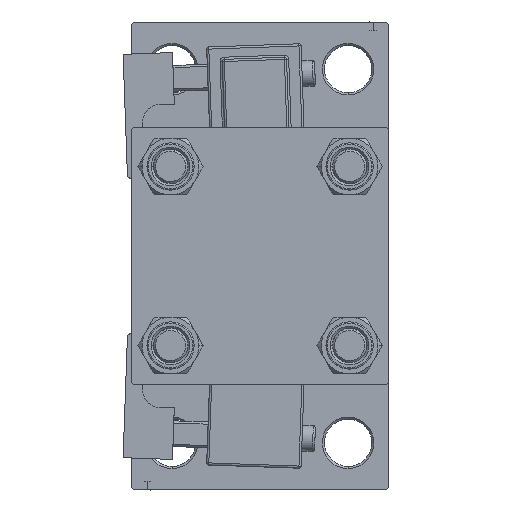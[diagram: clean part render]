
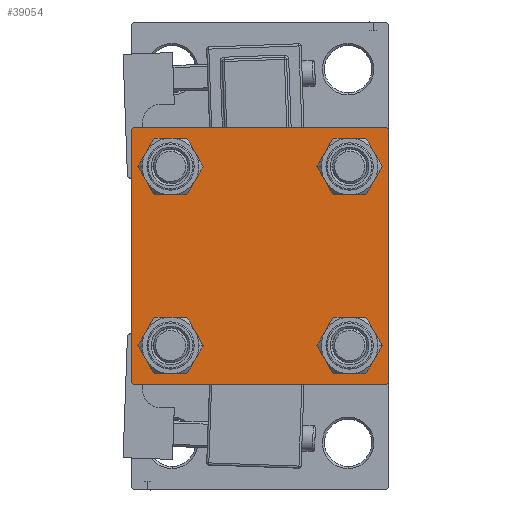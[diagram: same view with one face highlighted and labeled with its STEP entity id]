
A CAD part, left-side view. The second image highlights one B-rep face of the part: STEP entity #39054.
In plain terms, the highlighted planar face has unit normal (-1, 0, 0).
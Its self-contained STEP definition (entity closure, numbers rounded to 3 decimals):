
#68 = DIRECTION ( 'NONE',  ( 0., 0., 1. ) ) ;
#136 = LINE ( 'NONE', #15486, #34841 ) ;
#139 = CARTESIAN_POINT ( 'NONE',  ( 0., -29.5, -30. ) ) ;
#286 = VERTEX_POINT ( 'NONE', #41925 ) ;
#376 = EDGE_CURVE ( 'NONE', #31199, #46250, #8457, .T. ) ;
#519 = CIRCLE ( 'NONE', #26222, 4.5 ) ;
#911 = CARTESIAN_POINT ( 'NONE',  ( 0., 30., -30. ) ) ;
#1083 = ORIENTED_EDGE ( 'NONE', *, *, #10379, .T. ) ;
#1587 = ORIENTED_EDGE ( 'NONE', *, *, #36357, .T. ) ;
#1857 = CIRCLE ( 'NONE', #18741, 4.5 ) ;
#1993 = CARTESIAN_POINT ( 'NONE',  ( 0., 30., 30. ) ) ;
#2953 = EDGE_LOOP ( 'NONE', ( #30129, #46870 ) ) ;
#3373 = CARTESIAN_POINT ( 'NONE',  ( 0., 20.85, -25.35 ) ) ;
#3402 = EDGE_CURVE ( 'NONE', #47152, #21174, #15691, .T. ) ;
#3436 = EDGE_LOOP ( 'NONE', ( #35542, #24022 ) ) ;
#3529 = EDGE_LOOP ( 'NONE', ( #18967, #1083, #4071, #10994, #39862, #31452, #35702, #21608 ) ) ;
#3604 = VECTOR ( 'NONE', #45816, 1000. ) ;
#3671 = FACE_BOUND ( 'NONE', #38452, .T. ) ;
#3672 = VECTOR ( 'NONE', #47174, 1000. ) ;
#3841 = CARTESIAN_POINT ( 'NONE',  ( 0., 20.85, 20.85 ) ) ;
#4071 = ORIENTED_EDGE ( 'NONE', *, *, #376, .T. ) ;
#4307 = DIRECTION ( 'NONE',  ( 1., 0., 0. ) ) ;
#5029 = DIRECTION ( 'NONE',  ( 0., 0., -1. ) ) ;
#5217 = EDGE_CURVE ( 'NONE', #21174, #47152, #22183, .T. ) ;
#5491 = DIRECTION ( 'NONE',  ( 0., 0., 1. ) ) ;
#5789 = DIRECTION ( 'NONE',  ( 0., -1., 0. ) ) ;
#6442 = EDGE_CURVE ( 'NONE', #16693, #286, #519, .T. ) ;
#6471 = CARTESIAN_POINT ( 'NONE',  ( 0., 29.75, -29.75 ) ) ;
#6627 = CIRCLE ( 'NONE', #36331, 4.5 ) ;
#6838 = VERTEX_POINT ( 'NONE', #28678 ) ;
#6852 = VECTOR ( 'NONE', #14502, 1000. ) ;
#7305 = EDGE_CURVE ( 'NONE', #31484, #8267, #8555, .T. ) ;
#7788 = CARTESIAN_POINT ( 'NONE',  ( 0., 30., 29.5 ) ) ;
#8175 = DIRECTION ( 'NONE',  ( 0., 0.707, 0.707 ) ) ;
#8267 = VERTEX_POINT ( 'NONE', #47686 ) ;
#8457 = LINE ( 'NONE', #911, #3672 ) ;
#8555 = CIRCLE ( 'NONE', #14169, 4.5 ) ;
#8597 = DIRECTION ( 'NONE',  ( 1., 0., 0. ) ) ;
#8768 = CARTESIAN_POINT ( 'NONE',  ( 0., -20.85, 20.85 ) ) ;
#9543 = CARTESIAN_POINT ( 'NONE',  ( 0., 29.5, -30. ) ) ;
#9671 = ORIENTED_EDGE ( 'NONE', *, *, #28859, .T. ) ;
#10379 = EDGE_CURVE ( 'NONE', #34605, #31199, #29348, .T. ) ;
#10458 = CARTESIAN_POINT ( 'NONE',  ( 0., 20.85, 20.85 ) ) ;
#10994 = ORIENTED_EDGE ( 'NONE', *, *, #45986, .T. ) ;
#11196 = DIRECTION ( 'NONE',  ( -1., 0., 0. ) ) ;
#11982 = DIRECTION ( 'NONE',  ( 0., 0., 1. ) ) ;
#11984 = AXIS2_PLACEMENT_3D ( 'NONE', #16811, #24590, #35154 ) ;
#12479 = LINE ( 'NONE', #47182, #24804 ) ;
#12629 = EDGE_CURVE ( 'NONE', #22234, #36827, #12479, .T. ) ;
#12845 = LINE ( 'NONE', #24413, #23540 ) ;
#13769 = CARTESIAN_POINT ( 'NONE',  ( 0., -20.85, -16.35 ) ) ;
#14169 = AXIS2_PLACEMENT_3D ( 'NONE', #27570, #35603, #11982 ) ;
#14502 = DIRECTION ( 'NONE',  ( 0., -0.707, 0.707 ) ) ;
#15142 = LINE ( 'NONE', #30469, #3604 ) ;
#15486 = CARTESIAN_POINT ( 'NONE',  ( 0., -29.75, 29.75 ) ) ;
#15513 = DIRECTION ( 'NONE',  ( 0., -0.707, -0.707 ) ) ;
#15593 = EDGE_CURVE ( 'NONE', #36827, #34605, #43007, .T. ) ;
#15691 = CIRCLE ( 'NONE', #48627, 4.5 ) ;
#15865 = CARTESIAN_POINT ( 'NONE',  ( 0., 20.85, -20.85 ) ) ;
#16402 = CARTESIAN_POINT ( 'NONE',  ( 0., -30., -29.5 ) ) ;
#16573 = EDGE_CURVE ( 'NONE', #34916, #33859, #36062, .T. ) ;
#16693 = VERTEX_POINT ( 'NONE', #34113 ) ;
#16811 = CARTESIAN_POINT ( 'NONE',  ( 0., -20.85, -20.85 ) ) ;
#17265 = DIRECTION ( 'NONE',  ( 1., 0., 0. ) ) ;
#17419 = ORIENTED_EDGE ( 'NONE', *, *, #6442, .T. ) ;
#18192 = AXIS2_PLACEMENT_3D ( 'NONE', #10458, #17265, #25293 ) ;
#18263 = LINE ( 'NONE', #30570, #6852 ) ;
#18741 = AXIS2_PLACEMENT_3D ( 'NONE', #8768, #32383, #5491 ) ;
#18967 = ORIENTED_EDGE ( 'NONE', *, *, #15593, .T. ) ;
#19002 = PLANE ( 'NONE',  #28380 ) ;
#19626 = CIRCLE ( 'NONE', #32469, 4.5 ) ;
#20774 = DIRECTION ( 'NONE',  ( 0., 0.707, -0.707 ) ) ;
#21174 = VERTEX_POINT ( 'NONE', #27496 ) ;
#21245 = CARTESIAN_POINT ( 'NONE',  ( 0., -29.5, 30. ) ) ;
#21608 = ORIENTED_EDGE ( 'NONE', *, *, #12629, .T. ) ;
#22183 = CIRCLE ( 'NONE', #18192, 4.5 ) ;
#22234 = VERTEX_POINT ( 'NONE', #25213 ) ;
#22517 = CARTESIAN_POINT ( 'NONE',  ( 0., 0., 0. ) ) ;
#23540 = VECTOR ( 'NONE', #5789, 1000. ) ;
#24022 = ORIENTED_EDGE ( 'NONE', *, *, #7305, .T. ) ;
#24413 = CARTESIAN_POINT ( 'NONE',  ( 0., 30., 30. ) ) ;
#24590 = DIRECTION ( 'NONE',  ( 1., 0., 0. ) ) ;
#24804 = VECTOR ( 'NONE', #20774, 1000. ) ;
#25195 = EDGE_LOOP ( 'NONE', ( #1587, #47250 ) ) ;
#25213 = CARTESIAN_POINT ( 'NONE',  ( 0., 29.5, 30. ) ) ;
#25293 = DIRECTION ( 'NONE',  ( 0., 0., 1. ) ) ;
#26222 = AXIS2_PLACEMENT_3D ( 'NONE', #45843, #34993, #68 ) ;
#27496 = CARTESIAN_POINT ( 'NONE',  ( 0., 20.85, 16.35 ) ) ;
#27570 = CARTESIAN_POINT ( 'NONE',  ( 0., 20.85, -20.85 ) ) ;
#27875 = VERTEX_POINT ( 'NONE', #21245 ) ;
#27915 = DIRECTION ( 'NONE',  ( 0., 0., 1. ) ) ;
#28380 = AXIS2_PLACEMENT_3D ( 'NONE', #22517, #11196, #30562 ) ;
#28549 = EDGE_CURVE ( 'NONE', #22234, #27875, #12845, .T. ) ;
#28678 = CARTESIAN_POINT ( 'NONE',  ( 0., -30., 29.5 ) ) ;
#28859 = EDGE_CURVE ( 'NONE', #286, #16693, #1857, .T. ) ;
#29348 = LINE ( 'NONE', #6471, #35179 ) ;
#29491 = EDGE_CURVE ( 'NONE', #6838, #27875, #136, .T. ) ;
#30129 = ORIENTED_EDGE ( 'NONE', *, *, #3402, .T. ) ;
#30469 = CARTESIAN_POINT ( 'NONE',  ( 0., -30., 30. ) ) ;
#30562 = DIRECTION ( 'NONE',  ( 0., 0., 1. ) ) ;
#30570 = CARTESIAN_POINT ( 'NONE',  ( 0., -29.75, -29.75 ) ) ;
#31092 = EDGE_CURVE ( 'NONE', #8267, #31484, #19626, .T. ) ;
#31199 = VERTEX_POINT ( 'NONE', #9543 ) ;
#31452 = ORIENTED_EDGE ( 'NONE', *, *, #29491, .T. ) ;
#31484 = VERTEX_POINT ( 'NONE', #3373 ) ;
#31726 = EDGE_CURVE ( 'NONE', #6838, #39250, #15142, .T. ) ;
#32383 = DIRECTION ( 'NONE',  ( 1., 0., 0. ) ) ;
#32469 = AXIS2_PLACEMENT_3D ( 'NONE', #15865, #4307, #27915 ) ;
#33859 = VERTEX_POINT ( 'NONE', #13769 ) ;
#34113 = CARTESIAN_POINT ( 'NONE',  ( 0., -20.85, 16.35 ) ) ;
#34605 = VERTEX_POINT ( 'NONE', #36206 ) ;
#34841 = VECTOR ( 'NONE', #8175, 1000. ) ;
#34916 = VERTEX_POINT ( 'NONE', #40396 ) ;
#34974 = DIRECTION ( 'NONE',  ( 1., 0., 0. ) ) ;
#34993 = DIRECTION ( 'NONE',  ( 1., 0., 0. ) ) ;
#35154 = DIRECTION ( 'NONE',  ( 0., 0., 1. ) ) ;
#35179 = VECTOR ( 'NONE', #15513, 1000. ) ;
#35542 = ORIENTED_EDGE ( 'NONE', *, *, #31092, .T. ) ;
#35603 = DIRECTION ( 'NONE',  ( 1., 0., 0. ) ) ;
#35702 = ORIENTED_EDGE ( 'NONE', *, *, #28549, .F. ) ;
#36062 = CIRCLE ( 'NONE', #11984, 4.5 ) ;
#36206 = CARTESIAN_POINT ( 'NONE',  ( 0., 30., -29.5 ) ) ;
#36331 = AXIS2_PLACEMENT_3D ( 'NONE', #37767, #34974, #46067 ) ;
#36357 = EDGE_CURVE ( 'NONE', #33859, #34916, #6627, .T. ) ;
#36827 = VERTEX_POINT ( 'NONE', #7788 ) ;
#36855 = VECTOR ( 'NONE', #5029, 1000. ) ;
#37767 = CARTESIAN_POINT ( 'NONE',  ( 0., -20.85, -20.85 ) ) ;
#37854 = FACE_OUTER_BOUND ( 'NONE', #3529, .T. ) ;
#38452 = EDGE_LOOP ( 'NONE', ( #9671, #17419 ) ) ;
#39054 = ADVANCED_FACE ( 'NONE', ( #3671, #41637, #45669, #49679, #37854 ), #19002, .T. ) ;
#39250 = VERTEX_POINT ( 'NONE', #16402 ) ;
#39862 = ORIENTED_EDGE ( 'NONE', *, *, #31726, .F. ) ;
#40396 = CARTESIAN_POINT ( 'NONE',  ( 0., -20.85, -25.35 ) ) ;
#41637 = FACE_BOUND ( 'NONE', #25195, .T. ) ;
#41925 = CARTESIAN_POINT ( 'NONE',  ( 0., -20.85, 25.35 ) ) ;
#43007 = LINE ( 'NONE', #1993, #36855 ) ;
#43300 = DIRECTION ( 'NONE',  ( 0., 0., 1. ) ) ;
#45669 = FACE_BOUND ( 'NONE', #3436, .T. ) ;
#45816 = DIRECTION ( 'NONE',  ( 0., 0., -1. ) ) ;
#45843 = CARTESIAN_POINT ( 'NONE',  ( 0., -20.85, 20.85 ) ) ;
#45986 = EDGE_CURVE ( 'NONE', #46250, #39250, #18263, .T. ) ;
#46067 = DIRECTION ( 'NONE',  ( 0., 0., 1. ) ) ;
#46250 = VERTEX_POINT ( 'NONE', #139 ) ;
#46870 = ORIENTED_EDGE ( 'NONE', *, *, #5217, .T. ) ;
#47152 = VERTEX_POINT ( 'NONE', #47407 ) ;
#47174 = DIRECTION ( 'NONE',  ( 0., -1., 0. ) ) ;
#47182 = CARTESIAN_POINT ( 'NONE',  ( 0., 29.75, 29.75 ) ) ;
#47250 = ORIENTED_EDGE ( 'NONE', *, *, #16573, .T. ) ;
#47407 = CARTESIAN_POINT ( 'NONE',  ( 0., 20.85, 25.35 ) ) ;
#47686 = CARTESIAN_POINT ( 'NONE',  ( 0., 20.85, -16.35 ) ) ;
#48627 = AXIS2_PLACEMENT_3D ( 'NONE', #3841, #8597, #43300 ) ;
#49679 = FACE_BOUND ( 'NONE', #2953, .T. ) ;
